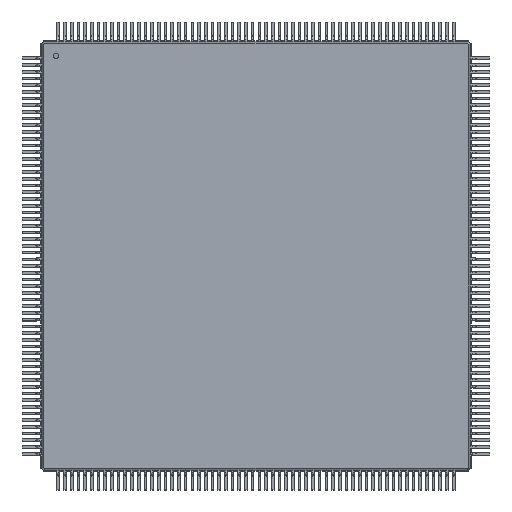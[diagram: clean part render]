
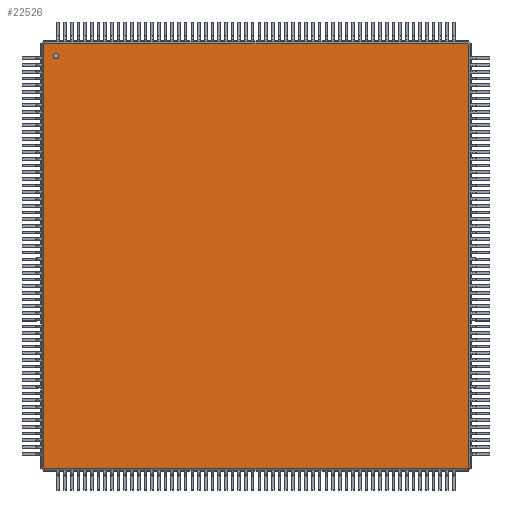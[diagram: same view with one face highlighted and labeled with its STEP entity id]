
A CAD part, top view. The second image highlights one B-rep face of the part: STEP entity #22526.
In plain terms, the highlighted planar face has unit normal (0, 0, 1).
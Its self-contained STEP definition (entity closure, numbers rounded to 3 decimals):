
#6248 = VERTEX_POINT('',#6249);
#6249 = CARTESIAN_POINT('',(15.763,15.826,1.6));
#6254 = EDGE_CURVE('',#6255,#6248,#6257,.T.);
#6255 = VERTEX_POINT('',#6256);
#6256 = CARTESIAN_POINT('',(-15.763,15.826,1.6));
#6257 = LINE('',#6258,#6259);
#6258 = CARTESIAN_POINT('',(-15.763,15.826,1.6));
#6259 = VECTOR('',#6260,1.);
#6260 = DIRECTION('',(1.,0.,0.));
#22509 = EDGE_CURVE('',#22510,#6255,#22512,.T.);
#22510 = VERTEX_POINT('',#22511);
#22511 = CARTESIAN_POINT('',(-15.826,15.763,1.6));
#22512 = LINE('',#22513,#22514);
#22513 = CARTESIAN_POINT('',(-15.826,15.763,1.6));
#22514 = VECTOR('',#22515,1.);
#22515 = DIRECTION('',(0.707,0.707,0.));
#22526 = ADVANCED_FACE('',(#22527,#22577),#22588,.T.);
#22527 = FACE_BOUND('',#22528,.T.);
#22528 = EDGE_LOOP('',(#22529,#22530,#22531,#22539,#22547,#22555,#22563,
#22571));
#22529 = ORIENTED_EDGE('',*,*,#6254,.F.);
#22530 = ORIENTED_EDGE('',*,*,#22509,.F.);
#22531 = ORIENTED_EDGE('',*,*,#22532,.F.);
#22532 = EDGE_CURVE('',#22533,#22510,#22535,.T.);
#22533 = VERTEX_POINT('',#22534);
#22534 = CARTESIAN_POINT('',(-15.826,-15.763,1.6));
#22535 = LINE('',#22536,#22537);
#22536 = CARTESIAN_POINT('',(-15.826,-15.763,1.6));
#22537 = VECTOR('',#22538,1.);
#22538 = DIRECTION('',(0.,1.,0.));
#22539 = ORIENTED_EDGE('',*,*,#22540,.F.);
#22540 = EDGE_CURVE('',#22541,#22533,#22543,.T.);
#22541 = VERTEX_POINT('',#22542);
#22542 = CARTESIAN_POINT('',(-15.763,-15.826,1.6));
#22543 = LINE('',#22544,#22545);
#22544 = CARTESIAN_POINT('',(-15.763,-15.826,1.6));
#22545 = VECTOR('',#22546,1.);
#22546 = DIRECTION('',(-0.707,0.707,0.));
#22547 = ORIENTED_EDGE('',*,*,#22548,.F.);
#22548 = EDGE_CURVE('',#22549,#22541,#22551,.T.);
#22549 = VERTEX_POINT('',#22550);
#22550 = CARTESIAN_POINT('',(15.763,-15.826,1.6));
#22551 = LINE('',#22552,#22553);
#22552 = CARTESIAN_POINT('',(15.763,-15.826,1.6));
#22553 = VECTOR('',#22554,1.);
#22554 = DIRECTION('',(-1.,0.,0.));
#22555 = ORIENTED_EDGE('',*,*,#22556,.F.);
#22556 = EDGE_CURVE('',#22557,#22549,#22559,.T.);
#22557 = VERTEX_POINT('',#22558);
#22558 = CARTESIAN_POINT('',(15.826,-15.763,1.6));
#22559 = LINE('',#22560,#22561);
#22560 = CARTESIAN_POINT('',(15.826,-15.763,1.6));
#22561 = VECTOR('',#22562,1.);
#22562 = DIRECTION('',(-0.707,-0.707,0.));
#22563 = ORIENTED_EDGE('',*,*,#22564,.F.);
#22564 = EDGE_CURVE('',#22565,#22557,#22567,.T.);
#22565 = VERTEX_POINT('',#22566);
#22566 = CARTESIAN_POINT('',(15.826,15.763,1.6));
#22567 = LINE('',#22568,#22569);
#22568 = CARTESIAN_POINT('',(15.826,15.763,1.6));
#22569 = VECTOR('',#22570,1.);
#22570 = DIRECTION('',(0.,-1.,0.));
#22571 = ORIENTED_EDGE('',*,*,#22572,.F.);
#22572 = EDGE_CURVE('',#6248,#22565,#22573,.T.);
#22573 = LINE('',#22574,#22575);
#22574 = CARTESIAN_POINT('',(15.763,15.826,1.6));
#22575 = VECTOR('',#22576,1.);
#22576 = DIRECTION('',(0.707,-0.707,0.));
#22577 = FACE_BOUND('',#22578,.T.);
#22578 = EDGE_LOOP('',(#22579));
#22579 = ORIENTED_EDGE('',*,*,#22580,.F.);
#22580 = EDGE_CURVE('',#22581,#22581,#22583,.T.);
#22581 = VERTEX_POINT('',#22582);
#22582 = CARTESIAN_POINT('',(-14.926,14.726,1.6));
#22583 = CIRCLE('',#22584,0.2);
#22584 = AXIS2_PLACEMENT_3D('',#22585,#22586,#22587);
#22585 = CARTESIAN_POINT('',(-14.926,14.926,1.6));
#22586 = DIRECTION('',(0.,0.,1.));
#22587 = DIRECTION('',(0.,-1.,0.));
#22588 = PLANE('',#22589);
#22589 = AXIS2_PLACEMENT_3D('',#22590,#22591,#22592);
#22590 = CARTESIAN_POINT('',(-15.763,15.826,1.6));
#22591 = DIRECTION('',(0.,0.,1.));
#22592 = DIRECTION('',(0.706,-0.709,0.));
